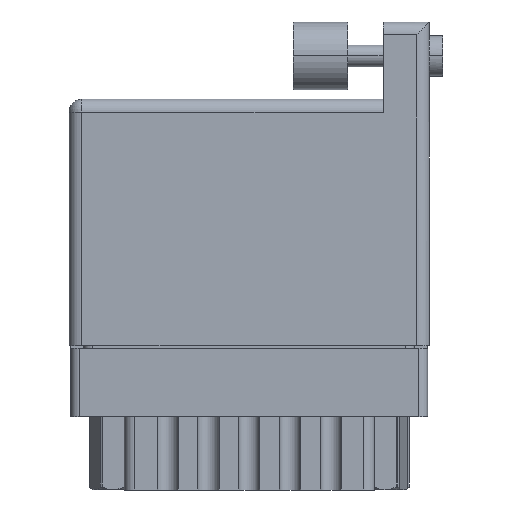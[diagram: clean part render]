
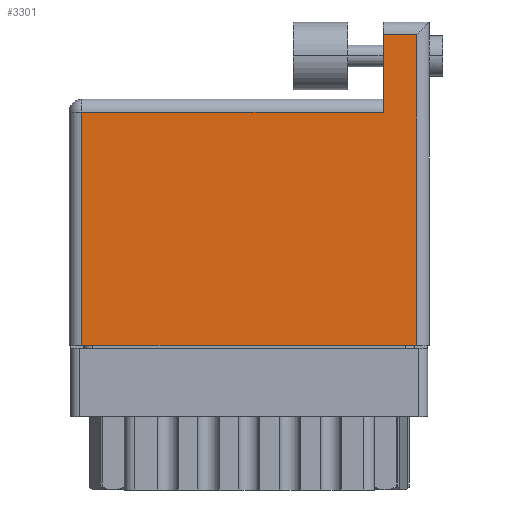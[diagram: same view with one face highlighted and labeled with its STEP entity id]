
A CAD part, front view. The second image highlights one B-rep face of the part: STEP entity #3301.
In plain terms, the highlighted face is planar.
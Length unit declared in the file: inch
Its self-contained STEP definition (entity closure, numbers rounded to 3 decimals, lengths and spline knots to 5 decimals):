
#766 = DIRECTION ( 'NONE',  ( -1., 0., 0. ) ) ;
#1573 = VECTOR ( 'NONE', #766, 39.37008 ) ;
#1897 = LINE ( 'NONE', #1971, #35656 ) ;
#1971 = CARTESIAN_POINT ( 'NONE',  ( 1.155, 1.19, 0. ) ) ;
#2276 = CARTESIAN_POINT ( 'NONE',  ( 0., 0.906, 0. ) ) ;
#2681 = CARTESIAN_POINT ( 'NONE',  ( 0.047, 0., 0. ) ) ;
#3106 = VERTEX_POINT ( 'NONE', #31107 ) ;
#3301 = ADVANCED_FACE ( 'NONE', ( #12620 ), #11174, .F. ) ;
#4087 = CARTESIAN_POINT ( 'NONE',  ( 1.278, 1.143, 0. ) ) ;
#7836 = CARTESIAN_POINT ( 'NONE',  ( 1.155, 1.143, 0. ) ) ;
#9722 = ORIENTED_EDGE ( 'NONE', *, *, #26687, .T. ) ;
#9929 = LINE ( 'NONE', #2681, #36099 ) ;
#9996 = ORIENTED_EDGE ( 'NONE', *, *, #20793, .T. ) ;
#10574 = VERTEX_POINT ( 'NONE', #26233 ) ;
#11041 = EDGE_CURVE ( 'NONE', #10574, #16746, #35655, .T. ) ;
#11174 = PLANE ( 'NONE',  #30903 ) ;
#11576 = EDGE_CURVE ( 'NONE', #3106, #32063, #9929, .T. ) ;
#11751 = CARTESIAN_POINT ( 'NONE',  ( 0., 0., 0. ) ) ;
#11878 = DIRECTION ( 'NONE',  ( 1., 0., 0. ) ) ;
#12620 = FACE_OUTER_BOUND ( 'NONE', #16487, .T. ) ;
#13491 = DIRECTION ( 'NONE',  ( -1., 0., 0. ) ) ;
#14024 = VECTOR ( 'NONE', #13491, 39.37008 ) ;
#14454 = DIRECTION ( 'NONE',  ( 0., -1., 0. ) ) ;
#15574 = EDGE_CURVE ( 'NONE', #16746, #38329, #28252, .T. ) ;
#16487 = EDGE_LOOP ( 'NONE', ( #9996, #23534, #38032, #9722, #25483, #18228 ) ) ;
#16746 = VERTEX_POINT ( 'NONE', #4087 ) ;
#16758 = LINE ( 'NONE', #28524, #1573 ) ;
#18228 = ORIENTED_EDGE ( 'NONE', *, *, #11576, .T. ) ;
#19693 = CARTESIAN_POINT ( 'NONE',  ( 1.155, 1.143, 0. ) ) ;
#19694 = VECTOR ( 'NONE', #11878, 39.37008 ) ;
#20420 = VECTOR ( 'NONE', #31417, 39.37008 ) ;
#20793 = EDGE_CURVE ( 'NONE', #32063, #10574, #38747, .T. ) ;
#21626 = VERTEX_POINT ( 'NONE', #23128 ) ;
#22101 = EDGE_CURVE ( 'NONE', #21626, #3106, #16758, .T. ) ;
#23128 = CARTESIAN_POINT ( 'NONE',  ( 1.155, 0.859, 0. ) ) ;
#23534 = ORIENTED_EDGE ( 'NONE', *, *, #11041, .T. ) ;
#25416 = CARTESIAN_POINT ( 'NONE',  ( 1.278, 1.19, 0. ) ) ;
#25483 = ORIENTED_EDGE ( 'NONE', *, *, #22101, .T. ) ;
#26233 = CARTESIAN_POINT ( 'NONE',  ( 1.278, 0., 0. ) ) ;
#26687 = EDGE_CURVE ( 'NONE', #38329, #21626, #1897, .T. ) ;
#28252 = LINE ( 'NONE', #19693, #14024 ) ;
#28524 = CARTESIAN_POINT ( 'NONE',  ( 0., 0.859, 0. ) ) ;
#30310 = DIRECTION ( 'NONE',  ( 0., -1., 0. ) ) ;
#30903 = AXIS2_PLACEMENT_3D ( 'NONE', #2276, #38423, #32723 ) ;
#31107 = CARTESIAN_POINT ( 'NONE',  ( 0.047, 0.859, 0. ) ) ;
#31417 = DIRECTION ( 'NONE',  ( 0., 1., 0. ) ) ;
#31817 = CARTESIAN_POINT ( 'NONE',  ( 0.047, 0., 0. ) ) ;
#32063 = VERTEX_POINT ( 'NONE', #31817 ) ;
#32723 = DIRECTION ( 'NONE',  ( -1., 0., 0. ) ) ;
#35655 = LINE ( 'NONE', #25416, #20420 ) ;
#35656 = VECTOR ( 'NONE', #14454, 39.37008 ) ;
#36099 = VECTOR ( 'NONE', #30310, 39.37008 ) ;
#38032 = ORIENTED_EDGE ( 'NONE', *, *, #15574, .T. ) ;
#38329 = VERTEX_POINT ( 'NONE', #7836 ) ;
#38423 = DIRECTION ( 'NONE',  ( 0., 0., -1. ) ) ;
#38747 = LINE ( 'NONE', #11751, #19694 ) ;
